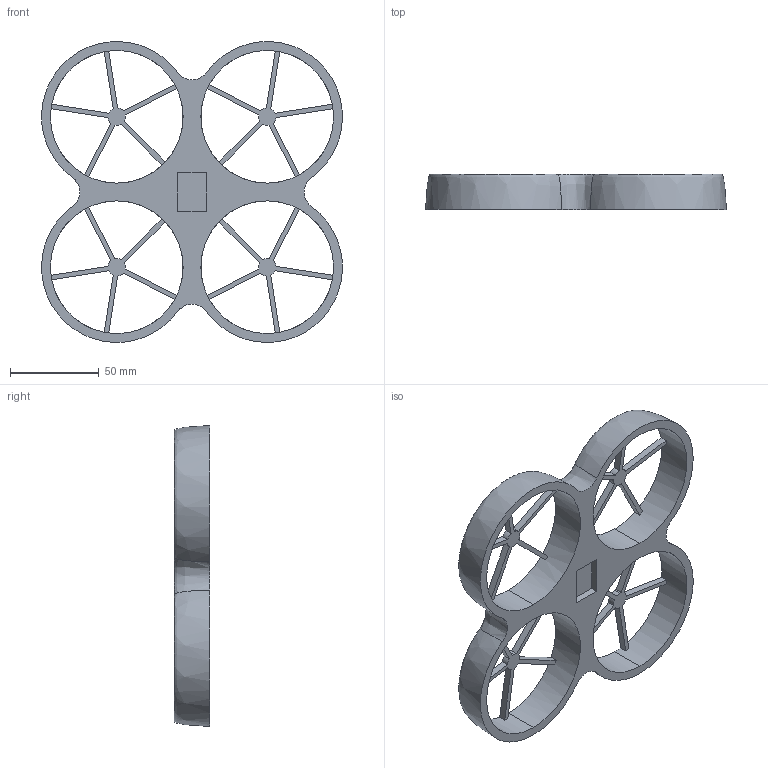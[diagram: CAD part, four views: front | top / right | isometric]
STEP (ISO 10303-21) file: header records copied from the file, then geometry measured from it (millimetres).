
FILE_DESCRIPTION (( 'STEP AP214' ), '1' );
FILE_NAME ('for_race.STEP', '2023-07-04T15:57:17', ( '' ), ( '' ), 'SwSTEP 2.0', 'SolidWorks 2022', '' );
FILE_SCHEMA (( 'AUTOMOTIVE_DESIGN' ));
Length unit declared in the file: millimetre
Products named in the file (1): for_race
Bounding box: 170 x 20 x 170 mm (x, y, z)
Volume: 127938.1 mm3; surface area: 55088.6 mm2
Topology: 1 solids, 1 shells, 94 faces, 318 edges, 212 vertices
Faces by surface type: plane 56, cylinder 30, bspline 8
Entity records: 4124 total; most frequent: CARTESIAN_POINT 1241, ORIENTED_EDGE 636, DIRECTION 568, EDGE_CURVE 318, VERTEX_POINT 212, LINE 194, VECTOR 194, AXIS2_PLACEMENT_3D 187
